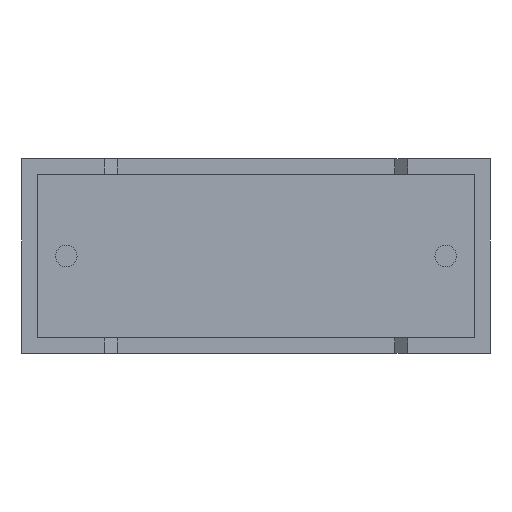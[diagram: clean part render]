
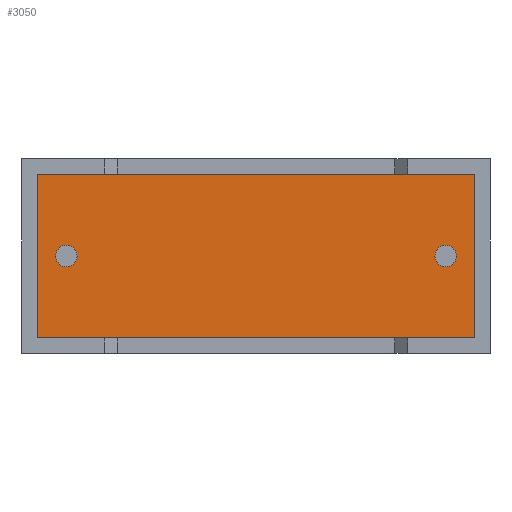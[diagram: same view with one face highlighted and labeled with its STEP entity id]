
A CAD part, front view. The second image highlights one B-rep face of the part: STEP entity #3050.
In plain terms, the highlighted planar face has unit normal (0, -1, 0).
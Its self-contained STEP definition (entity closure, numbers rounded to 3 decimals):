
#17 = PLANE ( 'NONE',  #1000 ) ;
#69 = CIRCLE ( 'NONE', #2927, 0.425 ) ;
#109 = DIRECTION ( 'NONE',  ( 0., 0., -1. ) ) ;
#143 = ORIENTED_EDGE ( 'NONE', *, *, #2931, .F. ) ;
#154 = CARTESIAN_POINT ( 'NONE',  ( 1.75, 0.75, 3.425 ) ) ;
#165 = EDGE_CURVE ( 'NONE', #1294, #1618, #2011, .T. ) ;
#223 = EDGE_LOOP ( 'NONE', ( #2528, #1788, #2107, #2482 ) ) ;
#244 = CARTESIAN_POINT ( 'NONE',  ( 17.883, 0.75, 0.617 ) ) ;
#282 = FACE_BOUND ( 'NONE', #1279, .T. ) ;
#290 = CARTESIAN_POINT ( 'NONE',  ( 1.75, 0.75, 4.275 ) ) ;
#334 = AXIS2_PLACEMENT_3D ( 'NONE', #1396, #2349, #520 ) ;
#452 = VERTEX_POINT ( 'NONE', #731 ) ;
#467 = CARTESIAN_POINT ( 'NONE',  ( 0.617, 0.75, 0.617 ) ) ;
#520 = DIRECTION ( 'NONE',  ( 0., 0., -1. ) ) ;
#521 = DIRECTION ( 'NONE',  ( 0., 0., 1. ) ) ;
#547 = VERTEX_POINT ( 'NONE', #1763 ) ;
#669 = LINE ( 'NONE', #467, #2399 ) ;
#690 = LINE ( 'NONE', #1113, #2613 ) ;
#725 = LINE ( 'NONE', #2370, #2950 ) ;
#731 = CARTESIAN_POINT ( 'NONE',  ( 17.883, 0.75, 7.083 ) ) ;
#766 = CARTESIAN_POINT ( 'NONE',  ( 0., 0.75, 0. ) ) ;
#781 = AXIS2_PLACEMENT_3D ( 'NONE', #1543, #2979, #2483 ) ;
#854 = VECTOR ( 'NONE', #1809, 1000. ) ;
#901 = VERTEX_POINT ( 'NONE', #1945 ) ;
#1000 = AXIS2_PLACEMENT_3D ( 'NONE', #766, #1181, #2136 ) ;
#1027 = ORIENTED_EDGE ( 'NONE', *, *, #165, .F. ) ;
#1113 = CARTESIAN_POINT ( 'NONE',  ( 0.617, 0.75, 7.083 ) ) ;
#1181 = DIRECTION ( 'NONE',  ( 0., -1., 0. ) ) ;
#1232 = CARTESIAN_POINT ( 'NONE',  ( 1.75, 0.75, 3.85 ) ) ;
#1279 = EDGE_LOOP ( 'NONE', ( #1971, #1027 ) ) ;
#1294 = VERTEX_POINT ( 'NONE', #154 ) ;
#1307 = LINE ( 'NONE', #2469, #854 ) ;
#1380 = ORIENTED_EDGE ( 'NONE', *, *, #1772, .F. ) ;
#1396 = CARTESIAN_POINT ( 'NONE',  ( 1.75, 0.75, 3.85 ) ) ;
#1431 = DIRECTION ( 'NONE',  ( 0., -1., 0. ) ) ;
#1459 = CIRCLE ( 'NONE', #1778, 0.425 ) ;
#1543 = CARTESIAN_POINT ( 'NONE',  ( 16.75, 0.75, 3.85 ) ) ;
#1566 = DIRECTION ( 'NONE',  ( 0., -1., 0. ) ) ;
#1605 = CARTESIAN_POINT ( 'NONE',  ( 16.75, 0.75, 4.275 ) ) ;
#1618 = VERTEX_POINT ( 'NONE', #290 ) ;
#1763 = CARTESIAN_POINT ( 'NONE',  ( 0.617, 0.75, 0.617 ) ) ;
#1772 = EDGE_CURVE ( 'NONE', #901, #2964, #2456, .T. ) ;
#1778 = AXIS2_PLACEMENT_3D ( 'NONE', #1232, #1431, #2186 ) ;
#1788 = ORIENTED_EDGE ( 'NONE', *, *, #1828, .T. ) ;
#1792 = EDGE_CURVE ( 'NONE', #2034, #547, #690, .T. ) ;
#1809 = DIRECTION ( 'NONE',  ( -1., 0., 0. ) ) ;
#1828 = EDGE_CURVE ( 'NONE', #547, #2048, #669, .T. ) ;
#1945 = CARTESIAN_POINT ( 'NONE',  ( 16.75, 0.75, 3.425 ) ) ;
#1948 = FACE_OUTER_BOUND ( 'NONE', #223, .T. ) ;
#1971 = ORIENTED_EDGE ( 'NONE', *, *, #2026, .F. ) ;
#2011 = CIRCLE ( 'NONE', #334, 0.425 ) ;
#2026 = EDGE_CURVE ( 'NONE', #1618, #1294, #1459, .T. ) ;
#2034 = VERTEX_POINT ( 'NONE', #2837 ) ;
#2048 = VERTEX_POINT ( 'NONE', #244 ) ;
#2049 = EDGE_CURVE ( 'NONE', #2048, #452, #725, .T. ) ;
#2055 = DIRECTION ( 'NONE',  ( 1., 0., 0. ) ) ;
#2107 = ORIENTED_EDGE ( 'NONE', *, *, #2049, .T. ) ;
#2125 = EDGE_LOOP ( 'NONE', ( #143, #1380 ) ) ;
#2136 = DIRECTION ( 'NONE',  ( 0., 0., -1. ) ) ;
#2186 = DIRECTION ( 'NONE',  ( 0., 0., -1. ) ) ;
#2202 = CARTESIAN_POINT ( 'NONE',  ( 16.75, 0.75, 3.85 ) ) ;
#2349 = DIRECTION ( 'NONE',  ( 0., -1., 0. ) ) ;
#2370 = CARTESIAN_POINT ( 'NONE',  ( 17.883, 0.75, 0.617 ) ) ;
#2399 = VECTOR ( 'NONE', #2055, 1000. ) ;
#2456 = CIRCLE ( 'NONE', #781, 0.425 ) ;
#2469 = CARTESIAN_POINT ( 'NONE',  ( 17.883, 0.75, 7.083 ) ) ;
#2482 = ORIENTED_EDGE ( 'NONE', *, *, #2897, .T. ) ;
#2483 = DIRECTION ( 'NONE',  ( 0., 0., -1. ) ) ;
#2528 = ORIENTED_EDGE ( 'NONE', *, *, #1792, .T. ) ;
#2581 = DIRECTION ( 'NONE',  ( 0., 0., -1. ) ) ;
#2613 = VECTOR ( 'NONE', #2581, 1000. ) ;
#2837 = CARTESIAN_POINT ( 'NONE',  ( 0.617, 0.75, 7.083 ) ) ;
#2882 = FACE_BOUND ( 'NONE', #2125, .T. ) ;
#2897 = EDGE_CURVE ( 'NONE', #452, #2034, #1307, .T. ) ;
#2927 = AXIS2_PLACEMENT_3D ( 'NONE', #2202, #1566, #109 ) ;
#2931 = EDGE_CURVE ( 'NONE', #2964, #901, #69, .T. ) ;
#2950 = VECTOR ( 'NONE', #521, 1000. ) ;
#2964 = VERTEX_POINT ( 'NONE', #1605 ) ;
#2979 = DIRECTION ( 'NONE',  ( 0., -1., 0. ) ) ;
#3050 = ADVANCED_FACE ( 'NONE', ( #2882, #1948, #282 ), #17, .T. ) ;
